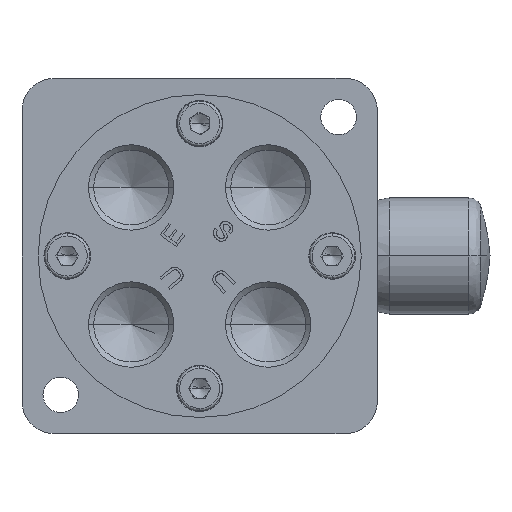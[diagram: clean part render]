
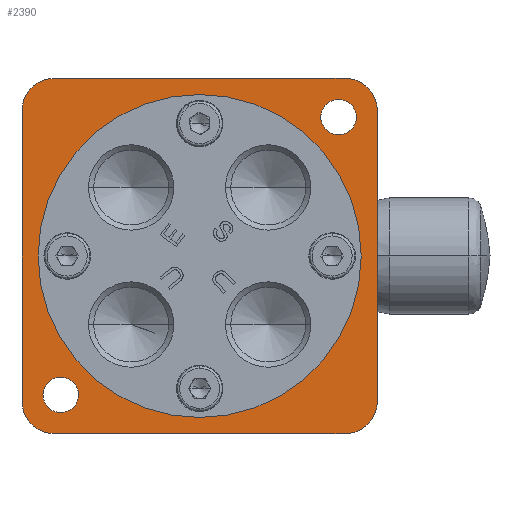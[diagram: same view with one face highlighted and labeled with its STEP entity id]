
A CAD part, front view. The second image highlights one B-rep face of the part: STEP entity #2390.
In plain terms, the highlighted planar face has unit normal (0, -1, 0).
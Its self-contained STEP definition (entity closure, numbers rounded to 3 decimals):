
#19 = ORIENTED_EDGE ( 'NONE', *, *, #29921, .T. ) ;
#383 = VERTEX_POINT ( 'NONE', #26368 ) ;
#737 = EDGE_CURVE ( 'NONE', #8964, #28911, #7485, .T. ) ;
#1017 = CIRCLE ( 'NONE', #6625, 5. ) ;
#1707 = CARTESIAN_POINT ( 'NONE',  ( 27.439, 41.543, 55.472 ) ) ;
#2164 = CARTESIAN_POINT ( 'NONE',  ( 5.939, 41.543, 33.972 ) ) ;
#2390 = ADVANCED_FACE ( 'NONE', ( #11198, #16173, #29874, #16957 ), #23462, .T. ) ;
#2403 = CIRCLE ( 'NONE', #28649, 25. ) ;
#2608 = EDGE_CURVE ( 'NONE', #8964, #27126, #23782, .T. ) ;
#2653 = CARTESIAN_POINT ( 'NONE',  ( 49.939, 41.543, 82.972 ) ) ;
#3242 = CARTESIAN_POINT ( 'NONE',  ( 54.939, 41.543, 27.972 ) ) ;
#3813 = EDGE_CURVE ( 'NONE', #15041, #30413, #22929, .T. ) ;
#3850 = DIRECTION ( 'NONE',  ( -1., 0., 0. ) ) ;
#4540 = CARTESIAN_POINT ( 'NONE',  ( -0.061, 41.543, 77.972 ) ) ;
#4603 = CARTESIAN_POINT ( 'NONE',  ( 2.439, 41.543, 55.472 ) ) ;
#4731 = AXIS2_PLACEMENT_3D ( 'NONE', #30179, #18500, #3850 ) ;
#4757 = VERTEX_POINT ( 'NONE', #12133 ) ;
#4872 = DIRECTION ( 'NONE',  ( 0., 1., 0. ) ) ;
#5000 = EDGE_CURVE ( 'NONE', #15629, #25594, #12540, .T. ) ;
#5616 = DIRECTION ( 'NONE',  ( -1., 0., 0. ) ) ;
#5917 = CARTESIAN_POINT ( 'NONE',  ( 46.189, 41.543, 76.972 ) ) ;
#6080 = DIRECTION ( 'NONE',  ( -1., 0., 0. ) ) ;
#6375 = DIRECTION ( 'NONE',  ( 1., 0., 0. ) ) ;
#6625 = AXIS2_PLACEMENT_3D ( 'NONE', #12643, #25225, #5616 ) ;
#7078 = DIRECTION ( 'NONE',  ( 0., 1., 0. ) ) ;
#7082 = DIRECTION ( 'NONE',  ( -1., 0., 0. ) ) ;
#7109 = EDGE_CURVE ( 'NONE', #17001, #27126, #1017, .T. ) ;
#7485 = CIRCLE ( 'NONE', #4731, 5. ) ;
#7500 = CIRCLE ( 'NONE', #13288, 2.75 ) ;
#8116 = CARTESIAN_POINT ( 'NONE',  ( 51.689, 41.543, 76.972 ) ) ;
#8254 = VERTEX_POINT ( 'NONE', #15402 ) ;
#8964 = VERTEX_POINT ( 'NONE', #26156 ) ;
#9006 = DIRECTION ( 'NONE',  ( -1., 0., 0. ) ) ;
#9079 = VERTEX_POINT ( 'NONE', #2653 ) ;
#9276 = CIRCLE ( 'NONE', #28451, 2.75 ) ;
#10548 = ORIENTED_EDGE ( 'NONE', *, *, #737, .F. ) ;
#10597 = LINE ( 'NONE', #28368, #29268 ) ;
#11198 = FACE_BOUND ( 'NONE', #13604, .T. ) ;
#11563 = DIRECTION ( 'NONE',  ( -1., 0., 0. ) ) ;
#11955 = ORIENTED_EDGE ( 'NONE', *, *, #20775, .F. ) ;
#12133 = CARTESIAN_POINT ( 'NONE',  ( 3.189, 41.543, 33.972 ) ) ;
#12228 = VECTOR ( 'NONE', #23156, 1000. ) ;
#12295 = CARTESIAN_POINT ( 'NONE',  ( 52.439, 41.543, 55.472 ) ) ;
#12540 = CIRCLE ( 'NONE', #21266, 2.75 ) ;
#12643 = CARTESIAN_POINT ( 'NONE',  ( 49.939, 41.543, 32.972 ) ) ;
#12772 = CARTESIAN_POINT ( 'NONE',  ( 49.939, 41.543, 77.972 ) ) ;
#13288 = AXIS2_PLACEMENT_3D ( 'NONE', #17022, #4872, #29130 ) ;
#13604 = EDGE_LOOP ( 'NONE', ( #31331, #24719 ) ) ;
#13959 = ORIENTED_EDGE ( 'NONE', *, *, #21528, .T. ) ;
#14157 = DIRECTION ( 'NONE',  ( 1., 0., 0. ) ) ;
#14447 = DIRECTION ( 'NONE',  ( 0., -1., 0. ) ) ;
#15041 = VERTEX_POINT ( 'NONE', #12295 ) ;
#15107 = EDGE_LOOP ( 'NONE', ( #19, #30804 ) ) ;
#15205 = ORIENTED_EDGE ( 'NONE', *, *, #20005, .F. ) ;
#15402 = CARTESIAN_POINT ( 'NONE',  ( 8.689, 41.543, 33.972 ) ) ;
#15629 = VERTEX_POINT ( 'NONE', #8116 ) ;
#15981 = EDGE_LOOP ( 'NONE', ( #13959, #22587 ) ) ;
#16052 = DIRECTION ( 'NONE',  ( 0., 1., 0. ) ) ;
#16173 = FACE_OUTER_BOUND ( 'NONE', #27300, .T. ) ;
#16880 = AXIS2_PLACEMENT_3D ( 'NONE', #21353, #28964, #14157 ) ;
#16957 = FACE_BOUND ( 'NONE', #15107, .T. ) ;
#17001 = VERTEX_POINT ( 'NONE', #27877 ) ;
#17022 = CARTESIAN_POINT ( 'NONE',  ( 48.939, 41.543, 76.972 ) ) ;
#17896 = CARTESIAN_POINT ( 'NONE',  ( 54.939, 41.543, 27.972 ) ) ;
#18315 = ORIENTED_EDGE ( 'NONE', *, *, #7109, .F. ) ;
#18500 = DIRECTION ( 'NONE',  ( 0., 1., 0. ) ) ;
#18760 = CARTESIAN_POINT ( 'NONE',  ( 4.939, 41.543, 77.972 ) ) ;
#19264 = DIRECTION ( 'NONE',  ( 0., 1., 0. ) ) ;
#19290 = CIRCLE ( 'NONE', #23447, 5. ) ;
#19631 = CIRCLE ( 'NONE', #27632, 2.75 ) ;
#19754 = EDGE_CURVE ( 'NONE', #8254, #4757, #9276, .T. ) ;
#19981 = AXIS2_PLACEMENT_3D ( 'NONE', #18760, #16052, #9006 ) ;
#20005 = EDGE_CURVE ( 'NONE', #26699, #30359, #20314, .T. ) ;
#20314 = CIRCLE ( 'NONE', #19981, 5. ) ;
#20775 = EDGE_CURVE ( 'NONE', #9079, #383, #19290, .T. ) ;
#21266 = AXIS2_PLACEMENT_3D ( 'NONE', #23742, #26178, #11563 ) ;
#21353 = CARTESIAN_POINT ( 'NONE',  ( 27.439, 41.543, 55.472 ) ) ;
#21528 = EDGE_CURVE ( 'NONE', #4757, #8254, #19631, .T. ) ;
#21678 = CARTESIAN_POINT ( 'NONE',  ( 5.939, 41.543, 33.972 ) ) ;
#21698 = DIRECTION ( 'NONE',  ( -1., 0., 0. ) ) ;
#21970 = EDGE_CURVE ( 'NONE', #30413, #15041, #2403, .T. ) ;
#22587 = ORIENTED_EDGE ( 'NONE', *, *, #19754, .T. ) ;
#22599 = EDGE_CURVE ( 'NONE', #9079, #30359, #31006, .T. ) ;
#22824 = ORIENTED_EDGE ( 'NONE', *, *, #27053, .T. ) ;
#22929 = CIRCLE ( 'NONE', #16880, 25. ) ;
#23026 = AXIS2_PLACEMENT_3D ( 'NONE', #1707, #14447, #31547 ) ;
#23061 = CARTESIAN_POINT ( 'NONE',  ( 49.939, 41.543, 27.972 ) ) ;
#23156 = DIRECTION ( 'NONE',  ( 0., 0., 1. ) ) ;
#23179 = DIRECTION ( 'NONE',  ( 1., 0., 0. ) ) ;
#23447 = AXIS2_PLACEMENT_3D ( 'NONE', #12772, #29916, #6080 ) ;
#23462 = PLANE ( 'NONE',  #23026 ) ;
#23742 = CARTESIAN_POINT ( 'NONE',  ( 48.939, 41.543, 76.972 ) ) ;
#23782 = LINE ( 'NONE', #17896, #24543 ) ;
#24208 = DIRECTION ( 'NONE',  ( -1., 0., 0. ) ) ;
#24438 = LINE ( 'NONE', #3242, #12228 ) ;
#24543 = VECTOR ( 'NONE', #23179, 1000. ) ;
#24719 = ORIENTED_EDGE ( 'NONE', *, *, #21970, .T. ) ;
#25198 = ORIENTED_EDGE ( 'NONE', *, *, #25284, .T. ) ;
#25225 = DIRECTION ( 'NONE',  ( 0., 1., 0. ) ) ;
#25284 = EDGE_CURVE ( 'NONE', #26699, #28911, #10597, .T. ) ;
#25594 = VERTEX_POINT ( 'NONE', #5917 ) ;
#26156 = CARTESIAN_POINT ( 'NONE',  ( 4.939, 41.543, 27.972 ) ) ;
#26170 = DIRECTION ( 'NONE',  ( 0., 1., 0. ) ) ;
#26178 = DIRECTION ( 'NONE',  ( 0., 1., 0. ) ) ;
#26368 = CARTESIAN_POINT ( 'NONE',  ( 54.939, 41.543, 77.972 ) ) ;
#26699 = VERTEX_POINT ( 'NONE', #4540 ) ;
#27053 = EDGE_CURVE ( 'NONE', #17001, #383, #24438, .T. ) ;
#27126 = VERTEX_POINT ( 'NONE', #23061 ) ;
#27300 = EDGE_LOOP ( 'NONE', ( #31137, #18315, #22824, #11955, #30845, #15205, #25198, #10548 ) ) ;
#27632 = AXIS2_PLACEMENT_3D ( 'NONE', #2164, #19264, #21698 ) ;
#27877 = CARTESIAN_POINT ( 'NONE',  ( 54.939, 41.543, 32.972 ) ) ;
#28368 = CARTESIAN_POINT ( 'NONE',  ( -0.061, 41.543, 27.972 ) ) ;
#28451 = AXIS2_PLACEMENT_3D ( 'NONE', #21678, #7078, #24208 ) ;
#28649 = AXIS2_PLACEMENT_3D ( 'NONE', #30979, #26170, #6375 ) ;
#28845 = CARTESIAN_POINT ( 'NONE',  ( 4.939, 41.543, 82.972 ) ) ;
#28911 = VERTEX_POINT ( 'NONE', #30325 ) ;
#28964 = DIRECTION ( 'NONE',  ( 0., 1., 0. ) ) ;
#29092 = CARTESIAN_POINT ( 'NONE',  ( 54.939, 41.543, 82.972 ) ) ;
#29130 = DIRECTION ( 'NONE',  ( -1., 0., 0. ) ) ;
#29268 = VECTOR ( 'NONE', #31319, 1000. ) ;
#29874 = FACE_BOUND ( 'NONE', #15981, .T. ) ;
#29916 = DIRECTION ( 'NONE',  ( 0., 1., 0. ) ) ;
#29921 = EDGE_CURVE ( 'NONE', #25594, #15629, #7500, .T. ) ;
#30179 = CARTESIAN_POINT ( 'NONE',  ( 4.939, 41.543, 32.972 ) ) ;
#30226 = VECTOR ( 'NONE', #7082, 1000. ) ;
#30325 = CARTESIAN_POINT ( 'NONE',  ( -0.061, 41.543, 32.972 ) ) ;
#30359 = VERTEX_POINT ( 'NONE', #28845 ) ;
#30413 = VERTEX_POINT ( 'NONE', #4603 ) ;
#30804 = ORIENTED_EDGE ( 'NONE', *, *, #5000, .T. ) ;
#30845 = ORIENTED_EDGE ( 'NONE', *, *, #22599, .T. ) ;
#30979 = CARTESIAN_POINT ( 'NONE',  ( 27.439, 41.543, 55.472 ) ) ;
#31006 = LINE ( 'NONE', #29092, #30226 ) ;
#31137 = ORIENTED_EDGE ( 'NONE', *, *, #2608, .T. ) ;
#31319 = DIRECTION ( 'NONE',  ( 0., 0., -1. ) ) ;
#31331 = ORIENTED_EDGE ( 'NONE', *, *, #3813, .T. ) ;
#31547 = DIRECTION ( 'NONE',  ( 1., 0., 0. ) ) ;
